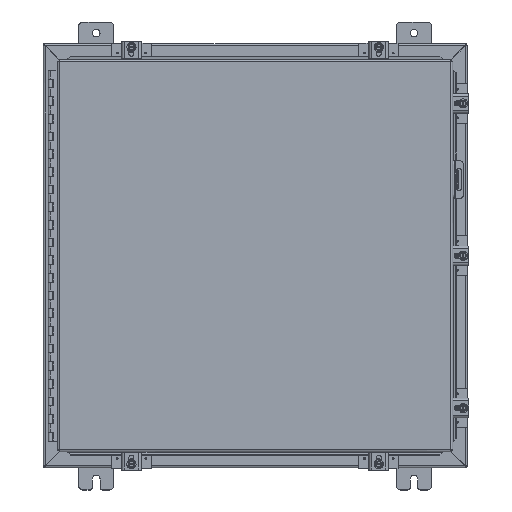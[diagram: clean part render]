
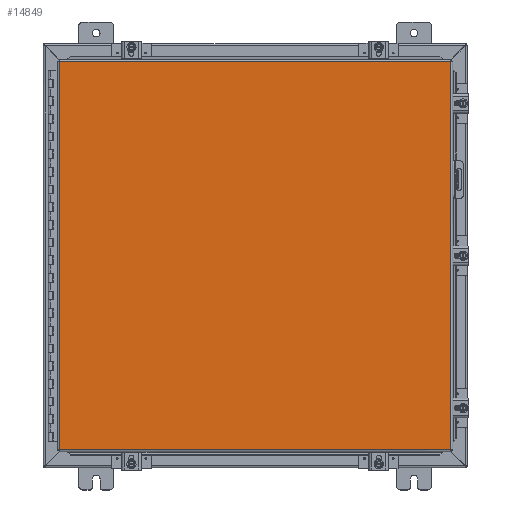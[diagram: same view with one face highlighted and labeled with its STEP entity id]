
A CAD part, top view. The second image highlights one B-rep face of the part: STEP entity #14849.
In plain terms, the highlighted face is planar.
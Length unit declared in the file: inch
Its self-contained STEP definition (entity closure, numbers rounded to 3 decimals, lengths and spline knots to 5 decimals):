
#1323=PLANE('',#16168);
#1961=FACE_OUTER_BOUND('',#2786,.T.);
#2786=EDGE_LOOP('',(#11710,#11711,#11712,#11713));
#3829=LINE('',#23585,#5299);
#3835=LINE('',#23706,#5305);
#3845=LINE('',#23859,#5315);
#3848=LINE('',#23892,#5318);
#5299=VECTOR('',#18448,0.3937);
#5305=VECTOR('',#18462,0.3937);
#5315=VECTOR('',#18484,0.3937);
#5318=VECTOR('',#18493,0.3937);
#7169=VERTEX_POINT('',#23576);
#7170=VERTEX_POINT('',#23584);
#7173=VERTEX_POINT('',#23654);
#7174=VERTEX_POINT('',#23698);
#8818=EDGE_CURVE('',#7170,#7169,#3829,.T.);
#8831=EDGE_CURVE('',#7173,#7174,#3835,.T.);
#8848=EDGE_CURVE('',#7169,#7173,#3845,.T.);
#8852=EDGE_CURVE('',#7174,#7170,#3848,.T.);
#11710=ORIENTED_EDGE('',*,*,#8848,.T.);
#11711=ORIENTED_EDGE('',*,*,#8831,.T.);
#11712=ORIENTED_EDGE('',*,*,#8852,.T.);
#11713=ORIENTED_EDGE('',*,*,#8818,.T.);
#14849=ADVANCED_FACE('',(#1961),#1323,.F.);
#16168=AXIS2_PLACEMENT_3D('',#23972,#18507,#18508);
#18448=DIRECTION('',(-1.,0.,0.));
#18462=DIRECTION('',(1.,0.,0.));
#18484=DIRECTION('',(0.,1.,0.));
#18493=DIRECTION('',(0.,-1.,0.));
#18507=DIRECTION('center_axis',(0.,0.,1.));
#18508=DIRECTION('ref_axis',(1.,0.,0.));
#23576=CARTESIAN_POINT('',(-11.08225,-10.9885,0.));
#23584=CARTESIAN_POINT('',(11.08225,-10.9885,0.));
#23585=CARTESIAN_POINT('',(5.54113,-10.9885,0.));
#23654=CARTESIAN_POINT('',(-11.08225,10.9885,0.));
#23698=CARTESIAN_POINT('',(11.08225,10.9885,0.));
#23706=CARTESIAN_POINT('',(-5.59375,10.9885,0.));
#23859=CARTESIAN_POINT('',(-11.08225,-5.49425,0.));
#23892=CARTESIAN_POINT('',(11.08225,5.49425,0.));
#23972=CARTESIAN_POINT('Origin',(0.,0.,
0.));
